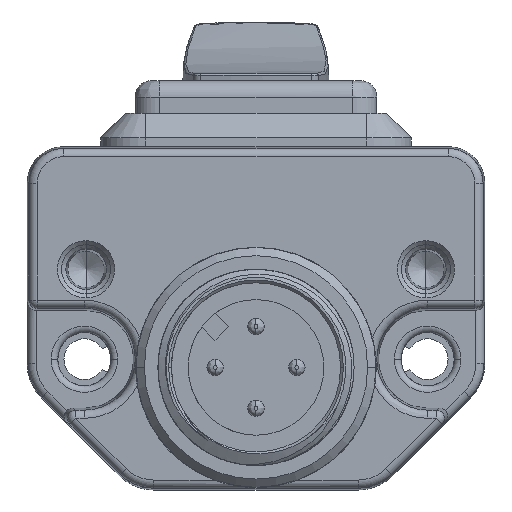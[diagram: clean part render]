
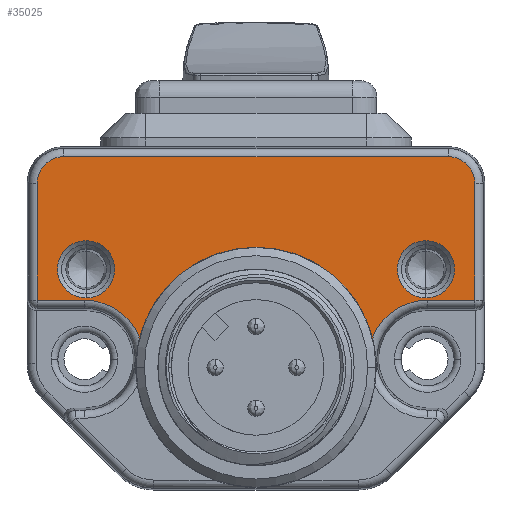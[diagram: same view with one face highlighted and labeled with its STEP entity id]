
A CAD part, left-side view. The second image highlights one B-rep face of the part: STEP entity #35025.
In plain terms, the highlighted face is planar.
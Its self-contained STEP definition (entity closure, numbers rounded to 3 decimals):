
#30449=CARTESIAN_POINT('',(13.,8.,10.5));
#30450=DIRECTION('',(-1.,0.,0.));
#30451=DIRECTION('',(0.,1.,0.));
#30452=AXIS2_PLACEMENT_3D('',#30449,#30450,#30451);
#30454=DIRECTION('',(0.,0.,-1.));
#30455=VECTOR('',#30454,2.891);
#30456=CARTESIAN_POINT('',(13.,11.614,13.391));
#30457=LINE('',#30456,#30455);
#30458=DIRECTION('',(0.,-1.,0.));
#30459=VECTOR('',#30458,7.136);
#30460=CARTESIAN_POINT('',(13.,18.75,13.391));
#30461=LINE('',#30460,#30459);
#30462=CARTESIAN_POINT('',(13.,18.75,11.75));
#30463=DIRECTION('',(1.,0.,0.));
#30464=DIRECTION('',(0.,1.,0.));
#30465=AXIS2_PLACEMENT_3D('',#30462,#30463,#30464);
#30467=DIRECTION('',(0.,0.,1.));
#30468=VECTOR('',#30467,23.5);
#30469=CARTESIAN_POINT('',(13.,20.391,-11.75));
#30470=LINE('',#30469,#30468);
#30471=CARTESIAN_POINT('',(13.,18.75,-11.75));
#30472=DIRECTION('',(1.,0.,0.));
#30473=DIRECTION('',(0.,0.,-1.));
#30474=AXIS2_PLACEMENT_3D('',#30471,#30472,#30473);
#30476=DIRECTION('',(0.,1.,0.));
#30477=VECTOR('',#30476,7.136);
#30478=CARTESIAN_POINT('',(13.,11.614,-13.391));
#30479=LINE('',#30478,#30477);
#30480=DIRECTION('',(0.,0.,-1.));
#30481=VECTOR('',#30480,2.891);
#30482=CARTESIAN_POINT('',(13.,11.614,-10.5));
#30483=LINE('',#30482,#30481);
#30484=CARTESIAN_POINT('',(13.,8.,-10.5));
#30485=DIRECTION('',(-1.,0.,0.));
#30486=DIRECTION('',(0.,0.359,0.933));
#30487=AXIS2_PLACEMENT_3D('',#30484,#30485,#30486);
#30489=CARTESIAN_POINT('',(13.,7.5,0.));
#30490=DIRECTION('',(1.,0.,0.));
#30491=DIRECTION('',(0.,0.244,-0.97));
#30492=AXIS2_PLACEMENT_3D('',#30489,#30490,#30491);
#30521=CARTESIAN_POINT('',(13.,13.5,10.392));
#30522=DIRECTION('',(-1.,0.,0.));
#30523=DIRECTION('',(0.,1.,0.));
#30524=AXIS2_PLACEMENT_3D('',#30521,#30522,#30523);
#30526=CARTESIAN_POINT('',(13.,13.5,10.392));
#30527=DIRECTION('',(-1.,0.,0.));
#30528=DIRECTION('',(0.,-1.,0.));
#30529=AXIS2_PLACEMENT_3D('',#30526,#30527,#30528);
#30531=CARTESIAN_POINT('',(13.,13.5,-10.392));
#30532=DIRECTION('',(-1.,0.,0.));
#30533=DIRECTION('',(0.,1.,0.));
#30534=AXIS2_PLACEMENT_3D('',#30531,#30532,#30533);
#30536=CARTESIAN_POINT('',(13.,13.5,-10.392));
#30537=DIRECTION('',(-1.,0.,0.));
#30538=DIRECTION('',(0.,-1.,0.));
#30539=AXIS2_PLACEMENT_3D('',#30536,#30537,#30538);
#30541=CARTESIAN_POINT('',(13.,9.297,7.127));
#32444=CARTESIAN_POINT('',(13.,9.297,-7.127));
#34222=VERTEX_POINT('',#30541);
#34223=VERTEX_POINT('',#32444);
#34276=CARTESIAN_POINT('',(13.,20.391,11.75));
#34277=CARTESIAN_POINT('',(13.,18.75,13.391));
#34278=VERTEX_POINT('',#34276);
#34279=VERTEX_POINT('',#34277);
#34284=CARTESIAN_POINT('',(13.,20.391,-11.75));
#34285=VERTEX_POINT('',#34284);
#34288=CARTESIAN_POINT('',(13.,18.75,-13.391));
#34289=VERTEX_POINT('',#34288);
#34326=CARTESIAN_POINT('',(13.,11.614,10.5));
#34327=VERTEX_POINT('',#34326);
#34328=CARTESIAN_POINT('',(13.,11.614,13.391));
#34329=VERTEX_POINT('',#34328);
#34346=CARTESIAN_POINT('',(13.,11.614,-10.5));
#34347=VERTEX_POINT('',#34346);
#34348=CARTESIAN_POINT('',(13.,11.614,-13.391));
#34349=VERTEX_POINT('',#34348);
#34465=CARTESIAN_POINT('',(13.,15.25,10.392));
#34466=CARTESIAN_POINT('',(13.,11.75,10.392));
#34467=VERTEX_POINT('',#34465);
#34468=VERTEX_POINT('',#34466);
#34469=CARTESIAN_POINT('',(13.,15.25,-10.392));
#34470=CARTESIAN_POINT('',(13.,11.75,-10.392));
#34471=VERTEX_POINT('',#34469);
#34472=VERTEX_POINT('',#34470);
#34988=CARTESIAN_POINT('',(13.,0.,0.));
#34989=DIRECTION('',(1.,0.,0.));
#34990=DIRECTION('',(0.,0.,-1.));
#34991=AXIS2_PLACEMENT_3D('',#34988,#34989,#34990);
#34992=PLANE('',#34991);
#34994=ORIENTED_EDGE('',*,*,#34993,.F.);
#34996=ORIENTED_EDGE('',*,*,#34995,.F.);
#34997=ORIENTED_EDGE('',*,*,#34948,.F.);
#34998=ORIENTED_EDGE('',*,*,#34958,.F.);
#35000=ORIENTED_EDGE('',*,*,#34999,.F.);
#35002=ORIENTED_EDGE('',*,*,#35001,.F.);
#35004=ORIENTED_EDGE('',*,*,#35003,.F.);
#35006=ORIENTED_EDGE('',*,*,#35005,.F.);
#35008=ORIENTED_EDGE('',*,*,#35007,.F.);
#35010=ORIENTED_EDGE('',*,*,#35009,.T.);
#35011=EDGE_LOOP('',(#34994,#34996,#34997,#34998,#35000,#35002,#35004,#35006,
#35008,#35010));
#35012=FACE_OUTER_BOUND('',#35011,.F.);
#35014=ORIENTED_EDGE('',*,*,#35013,.F.);
#35016=ORIENTED_EDGE('',*,*,#35015,.F.);
#35017=EDGE_LOOP('',(#35014,#35016));
#35018=FACE_BOUND('',#35017,.F.);
#35020=ORIENTED_EDGE('',*,*,#35019,.F.);
#35022=ORIENTED_EDGE('',*,*,#35021,.F.);
#35023=EDGE_LOOP('',(#35020,#35022));
#35024=FACE_BOUND('',#35023,.F.);
#35025=ADVANCED_FACE('',(#35012,#35018,#35024),#34992,.T.);
#30453=CIRCLE('',#30452,3.614);
#30466=CIRCLE('',#30465,1.641);
#30475=CIRCLE('',#30474,1.641);
#30488=CIRCLE('',#30487,3.614);
#30493=CIRCLE('',#30492,7.35);
#30525=CIRCLE('',#30524,1.75);
#30530=CIRCLE('',#30529,1.75);
#30535=CIRCLE('',#30534,1.75);
#30540=CIRCLE('',#30539,1.75);
#34948=EDGE_CURVE('',#34279,#34329,#30461,.T.);
#34958=EDGE_CURVE('',#34278,#34279,#30466,.T.);
#34993=EDGE_CURVE('',#34327,#34222,#30453,.T.);
#34995=EDGE_CURVE('',#34329,#34327,#30457,.T.);
#34999=EDGE_CURVE('',#34285,#34278,#30470,.T.);
#35001=EDGE_CURVE('',#34289,#34285,#30475,.T.);
#35003=EDGE_CURVE('',#34349,#34289,#30479,.T.);
#35005=EDGE_CURVE('',#34347,#34349,#30483,.T.);
#35007=EDGE_CURVE('',#34223,#34347,#30488,.T.);
#35009=EDGE_CURVE('',#34223,#34222,#30493,.T.);
#35013=EDGE_CURVE('',#34467,#34468,#30525,.T.);
#35015=EDGE_CURVE('',#34468,#34467,#30530,.T.);
#35019=EDGE_CURVE('',#34471,#34472,#30535,.T.);
#35021=EDGE_CURVE('',#34472,#34471,#30540,.T.);
